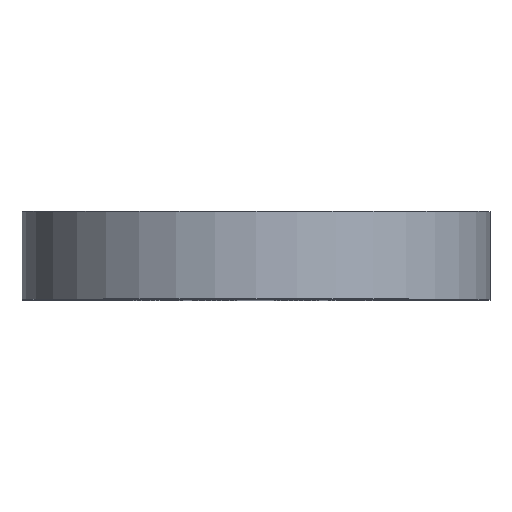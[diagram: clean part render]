
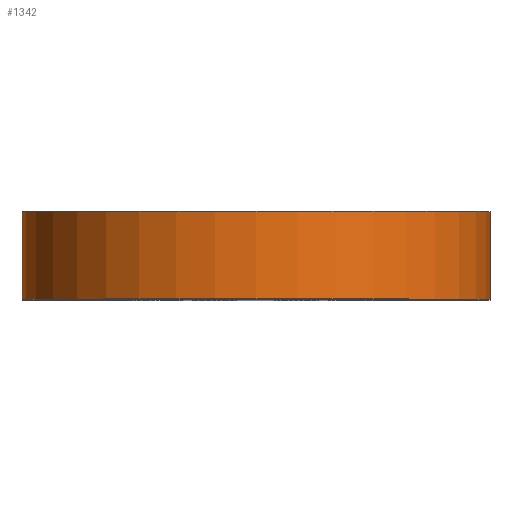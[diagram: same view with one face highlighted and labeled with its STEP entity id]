
A CAD part, top view. The second image highlights one B-rep face of the part: STEP entity #1342.
In plain terms, the highlighted cylindrical face has radius 40 mm (diameter 80 mm), a partial arc.
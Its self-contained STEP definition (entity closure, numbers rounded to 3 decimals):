
#130 = CARTESIAN_POINT ( 'NONE',  ( 0., 15., 0. ) ) ;
#205 = VERTEX_POINT ( 'NONE', #1557 ) ;
#307 = VERTEX_POINT ( 'NONE', #3853 ) ;
#419 = DIRECTION ( 'NONE',  ( 0., 1., 0. ) ) ;
#425 = CARTESIAN_POINT ( 'NONE',  ( -40., 15., 0. ) ) ;
#470 = CARTESIAN_POINT ( 'NONE',  ( 40., 15., 0. ) ) ;
#525 = VERTEX_POINT ( 'NONE', #425 ) ;
#630 = VECTOR ( 'NONE', #2460, 1000. ) ;
#704 = CARTESIAN_POINT ( 'NONE',  ( 0., 15., 0. ) ) ;
#851 = DIRECTION ( 'NONE',  ( 0., -1., 0. ) ) ;
#992 = EDGE_CURVE ( 'NONE', #525, #205, #2504, .T. ) ;
#1095 = LINE ( 'NONE', #3113, #630 ) ;
#1240 = EDGE_CURVE ( 'NONE', #307, #1958, #1870, .T. ) ;
#1342 = ADVANCED_FACE ( 'NONE', ( #2403 ), #3745, .T. ) ;
#1432 = AXIS2_PLACEMENT_3D ( 'NONE', #130, #419, #2458 ) ;
#1557 = CARTESIAN_POINT ( 'NONE',  ( 40., 15., 0. ) ) ;
#1870 = CIRCLE ( 'NONE', #3847, 40. ) ;
#1934 = EDGE_CURVE ( 'NONE', #205, #1958, #3184, .T. ) ;
#1958 = VERTEX_POINT ( 'NONE', #2598 ) ;
#2002 = EDGE_LOOP ( 'NONE', ( #3276, #2770, #4258, #3186 ) ) ;
#2022 = DIRECTION ( 'NONE',  ( 0., 1., 0. ) ) ;
#2072 = DIRECTION ( 'NONE',  ( 0., -1., 0. ) ) ;
#2403 = FACE_OUTER_BOUND ( 'NONE', #2002, .T. ) ;
#2458 = DIRECTION ( 'NONE',  ( 0., 0., 1. ) ) ;
#2460 = DIRECTION ( 'NONE',  ( 0., -1., 0. ) ) ;
#2504 = CIRCLE ( 'NONE', #1432, 40. ) ;
#2598 = CARTESIAN_POINT ( 'NONE',  ( 40., 0., 0. ) ) ;
#2650 = CARTESIAN_POINT ( 'NONE',  ( 0., 0., 0. ) ) ;
#2770 = ORIENTED_EDGE ( 'NONE', *, *, #1934, .F. ) ;
#3113 = CARTESIAN_POINT ( 'NONE',  ( -40., 15., 0. ) ) ;
#3184 = LINE ( 'NONE', #470, #3237 ) ;
#3186 = ORIENTED_EDGE ( 'NONE', *, *, #3632, .T. ) ;
#3237 = VECTOR ( 'NONE', #851, 1000. ) ;
#3276 = ORIENTED_EDGE ( 'NONE', *, *, #1240, .T. ) ;
#3326 = DIRECTION ( 'NONE',  ( 0., 0., 1. ) ) ;
#3415 = DIRECTION ( 'NONE',  ( 0., 0., -1. ) ) ;
#3632 = EDGE_CURVE ( 'NONE', #525, #307, #1095, .T. ) ;
#3634 = AXIS2_PLACEMENT_3D ( 'NONE', #704, #2072, #3415 ) ;
#3745 = CYLINDRICAL_SURFACE ( 'NONE', #3634, 40. ) ;
#3847 = AXIS2_PLACEMENT_3D ( 'NONE', #2650, #2022, #3326 ) ;
#3853 = CARTESIAN_POINT ( 'NONE',  ( -40., 0., 0. ) ) ;
#4258 = ORIENTED_EDGE ( 'NONE', *, *, #992, .F. ) ;
